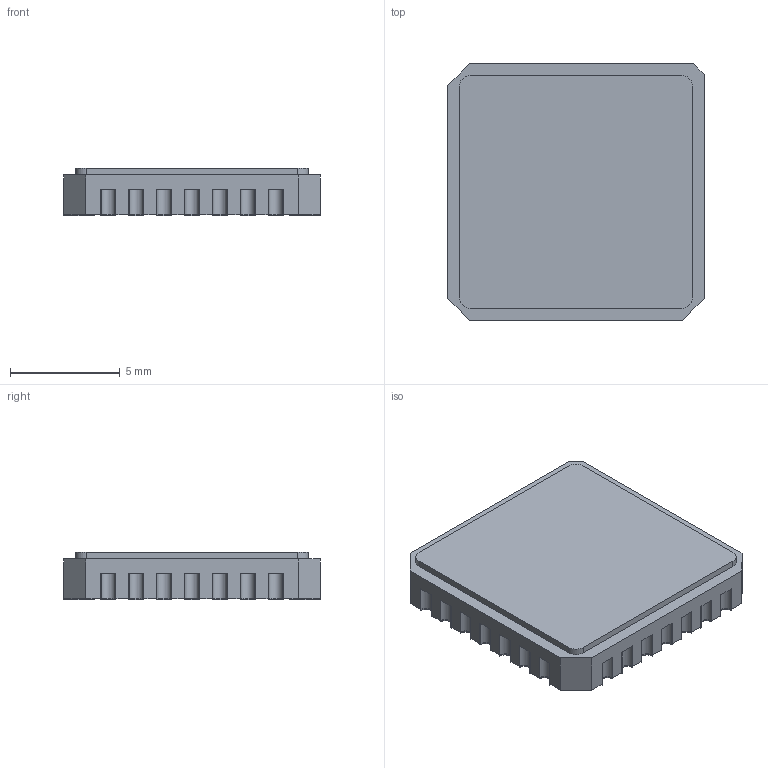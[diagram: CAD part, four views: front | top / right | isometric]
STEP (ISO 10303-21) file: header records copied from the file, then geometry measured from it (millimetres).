
FILE_DESCRIPTION (( 'STEP AP214' ), '1' );
FILE_NAME ('User Library-CLCC 28 pin model.STEP', '2020-07-16T03:21:51', ( '' ), ( '' ), 'SwSTEP 2.0', 'SolidWorks 2020', '' );
FILE_SCHEMA (( 'AUTOMOTIVE_DESIGN' ));
Length unit declared in the file: millimetre
Products named in the file (1): User Library-CLCC 28 pin model
Bounding box: 11.68 x 11.68 x 2.15 mm (x, y, z)
Volume: 272.1 mm3; surface area: 724.6 mm2
Topology: 58 solids, 58 shells, 455 faces, 1017 edges, 678 vertices
Faces by surface type: plane 310, cylinder 145
Entity records: 18193 total; most frequent: DIRECTION 2219, CARTESIAN_POINT 2151, ORIENTED_EDGE 2034, EDGE_CURVE 1017, AXIS2_PLACEMENT_3D 746, LINE 727, VECTOR 727, VERTEX_POINT 678
